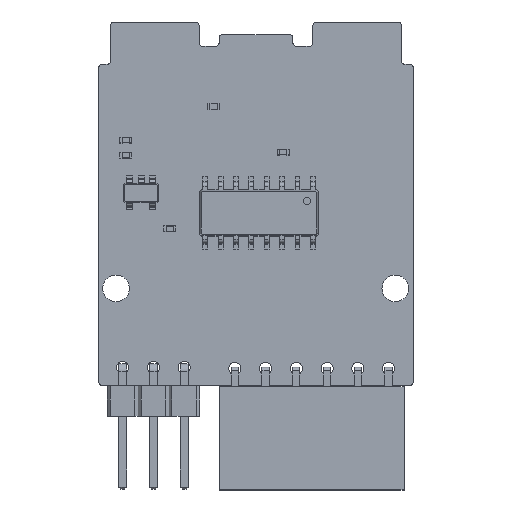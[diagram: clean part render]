
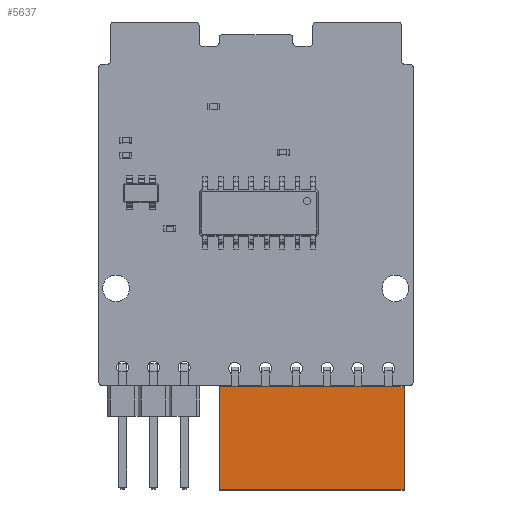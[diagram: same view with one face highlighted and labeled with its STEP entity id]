
A CAD part, top view. The second image highlights one B-rep face of the part: STEP entity #5637.
In plain terms, the highlighted planar face has unit normal (0, 0, 1).
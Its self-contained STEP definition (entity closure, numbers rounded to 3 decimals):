
#5637 = ADVANCED_FACE('',(#5638),#5652,.F.);
#5638 = FACE_BOUND('',#5639,.F.);
#5639 = EDGE_LOOP('',(#5640,#5675,#5703,#5731));
#5640 = ORIENTED_EDGE('',*,*,#5641,.T.);
#5641 = EDGE_CURVE('',#5642,#5644,#5646,.T.);
#5642 = VERTEX_POINT('',#5643);
#5643 = CARTESIAN_POINT('',(-1.52,-13.97,2.54));
#5644 = VERTEX_POINT('',#5645);
#5645 = CARTESIAN_POINT('',(-10.03,-13.97,2.54));
#5646 = SURFACE_CURVE('',#5647,(#5651,#5663),.PCURVE_S1.);
#5647 = LINE('',#5648,#5649);
#5648 = CARTESIAN_POINT('',(-1.52,-13.97,2.54));
#5649 = VECTOR('',#5650,1.);
#5650 = DIRECTION('',(-1.,0.,0.));
#5651 = PCURVE('',#5652,#5657);
#5652 = PLANE('',#5653);
#5653 = AXIS2_PLACEMENT_3D('',#5654,#5655,#5656);
#5654 = CARTESIAN_POINT('',(-1.52,-13.97,2.54));
#5655 = DIRECTION('',(0.,0.,-1.));
#5656 = DIRECTION('',(0.,1.,0.));
#5657 = DEFINITIONAL_REPRESENTATION('',(#5658),#5662);
#5658 = LINE('',#5659,#5660);
#5659 = CARTESIAN_POINT('',(0.,0.));
#5660 = VECTOR('',#5661,1.);
#5661 = DIRECTION('',(0.,-1.));
#5662 = ( GEOMETRIC_REPRESENTATION_CONTEXT(2) 
PARAMETRIC_REPRESENTATION_CONTEXT() REPRESENTATION_CONTEXT('2D SPACE',''
  ) );
#5663 = PCURVE('',#5664,#5669);
#5664 = PLANE('',#5665);
#5665 = AXIS2_PLACEMENT_3D('',#5666,#5667,#5668);
#5666 = CARTESIAN_POINT('',(-1.52,-13.97,0.));
#5667 = DIRECTION('',(0.,1.,0.));
#5668 = DIRECTION('',(0.,0.,1.));
#5669 = DEFINITIONAL_REPRESENTATION('',(#5670),#5674);
#5670 = LINE('',#5671,#5672);
#5671 = CARTESIAN_POINT('',(2.54,0.));
#5672 = VECTOR('',#5673,1.);
#5673 = DIRECTION('',(0.,-1.));
#5674 = ( GEOMETRIC_REPRESENTATION_CONTEXT(2) 
PARAMETRIC_REPRESENTATION_CONTEXT() REPRESENTATION_CONTEXT('2D SPACE',''
  ) );
#5675 = ORIENTED_EDGE('',*,*,#5676,.T.);
#5676 = EDGE_CURVE('',#5644,#5677,#5679,.T.);
#5677 = VERTEX_POINT('',#5678);
#5678 = CARTESIAN_POINT('',(-10.03,1.27,2.54));
#5679 = SURFACE_CURVE('',#5680,(#5684,#5691),.PCURVE_S1.);
#5680 = LINE('',#5681,#5682);
#5681 = CARTESIAN_POINT('',(-10.03,-13.97,2.54));
#5682 = VECTOR('',#5683,1.);
#5683 = DIRECTION('',(0.,1.,0.));
#5684 = PCURVE('',#5652,#5685);
#5685 = DEFINITIONAL_REPRESENTATION('',(#5686),#5690);
#5686 = LINE('',#5687,#5688);
#5687 = CARTESIAN_POINT('',(0.,-8.51));
#5688 = VECTOR('',#5689,1.);
#5689 = DIRECTION('',(1.,0.));
#5690 = ( GEOMETRIC_REPRESENTATION_CONTEXT(2) 
PARAMETRIC_REPRESENTATION_CONTEXT() REPRESENTATION_CONTEXT('2D SPACE',''
  ) );
#5691 = PCURVE('',#5692,#5697);
#5692 = PLANE('',#5693);
#5693 = AXIS2_PLACEMENT_3D('',#5694,#5695,#5696);
#5694 = CARTESIAN_POINT('',(-10.03,-13.97,2.54));
#5695 = DIRECTION('',(1.,0.,0.));
#5696 = DIRECTION('',(0.,-1.,0.));
#5697 = DEFINITIONAL_REPRESENTATION('',(#5698),#5702);
#5698 = LINE('',#5699,#5700);
#5699 = CARTESIAN_POINT('',(0.,0.));
#5700 = VECTOR('',#5701,1.);
#5701 = DIRECTION('',(-1.,0.));
#5702 = ( GEOMETRIC_REPRESENTATION_CONTEXT(2) 
PARAMETRIC_REPRESENTATION_CONTEXT() REPRESENTATION_CONTEXT('2D SPACE',''
  ) );
#5703 = ORIENTED_EDGE('',*,*,#5704,.F.);
#5704 = EDGE_CURVE('',#5705,#5677,#5707,.T.);
#5705 = VERTEX_POINT('',#5706);
#5706 = CARTESIAN_POINT('',(-1.52,1.27,2.54));
#5707 = SURFACE_CURVE('',#5708,(#5712,#5719),.PCURVE_S1.);
#5708 = LINE('',#5709,#5710);
#5709 = CARTESIAN_POINT('',(-1.52,1.27,2.54));
#5710 = VECTOR('',#5711,1.);
#5711 = DIRECTION('',(-1.,0.,0.));
#5712 = PCURVE('',#5652,#5713);
#5713 = DEFINITIONAL_REPRESENTATION('',(#5714),#5718);
#5714 = LINE('',#5715,#5716);
#5715 = CARTESIAN_POINT('',(15.24,0.));
#5716 = VECTOR('',#5717,1.);
#5717 = DIRECTION('',(0.,-1.));
#5718 = ( GEOMETRIC_REPRESENTATION_CONTEXT(2) 
PARAMETRIC_REPRESENTATION_CONTEXT() REPRESENTATION_CONTEXT('2D SPACE',''
  ) );
#5719 = PCURVE('',#5720,#5725);
#5720 = PLANE('',#5721);
#5721 = AXIS2_PLACEMENT_3D('',#5722,#5723,#5724);
#5722 = CARTESIAN_POINT('',(-1.52,1.27,2.54));
#5723 = DIRECTION('',(0.,-1.,0.));
#5724 = DIRECTION('',(0.,0.,-1.));
#5725 = DEFINITIONAL_REPRESENTATION('',(#5726),#5730);
#5726 = LINE('',#5727,#5728);
#5727 = CARTESIAN_POINT('',(0.,0.));
#5728 = VECTOR('',#5729,1.);
#5729 = DIRECTION('',(0.,-1.));
#5730 = ( GEOMETRIC_REPRESENTATION_CONTEXT(2) 
PARAMETRIC_REPRESENTATION_CONTEXT() REPRESENTATION_CONTEXT('2D SPACE',''
  ) );
#5731 = ORIENTED_EDGE('',*,*,#5732,.F.);
#5732 = EDGE_CURVE('',#5642,#5705,#5733,.T.);
#5733 = SURFACE_CURVE('',#5734,(#5738,#5745),.PCURVE_S1.);
#5734 = LINE('',#5735,#5736);
#5735 = CARTESIAN_POINT('',(-1.52,-13.97,2.54));
#5736 = VECTOR('',#5737,1.);
#5737 = DIRECTION('',(0.,1.,0.));
#5738 = PCURVE('',#5652,#5739);
#5739 = DEFINITIONAL_REPRESENTATION('',(#5740),#5744);
#5740 = LINE('',#5741,#5742);
#5741 = CARTESIAN_POINT('',(0.,0.));
#5742 = VECTOR('',#5743,1.);
#5743 = DIRECTION('',(1.,0.));
#5744 = ( GEOMETRIC_REPRESENTATION_CONTEXT(2) 
PARAMETRIC_REPRESENTATION_CONTEXT() REPRESENTATION_CONTEXT('2D SPACE',''
  ) );
#5745 = PCURVE('',#5746,#5751);
#5746 = PLANE('',#5747);
#5747 = AXIS2_PLACEMENT_3D('',#5748,#5749,#5750);
#5748 = CARTESIAN_POINT('',(-1.52,-13.97,2.54));
#5749 = DIRECTION('',(1.,0.,0.));
#5750 = DIRECTION('',(0.,-1.,0.));
#5751 = DEFINITIONAL_REPRESENTATION('',(#5752),#5756);
#5752 = LINE('',#5753,#5754);
#5753 = CARTESIAN_POINT('',(0.,0.));
#5754 = VECTOR('',#5755,1.);
#5755 = DIRECTION('',(-1.,0.));
#5756 = ( GEOMETRIC_REPRESENTATION_CONTEXT(2) 
PARAMETRIC_REPRESENTATION_CONTEXT() REPRESENTATION_CONTEXT('2D SPACE',''
  ) );
